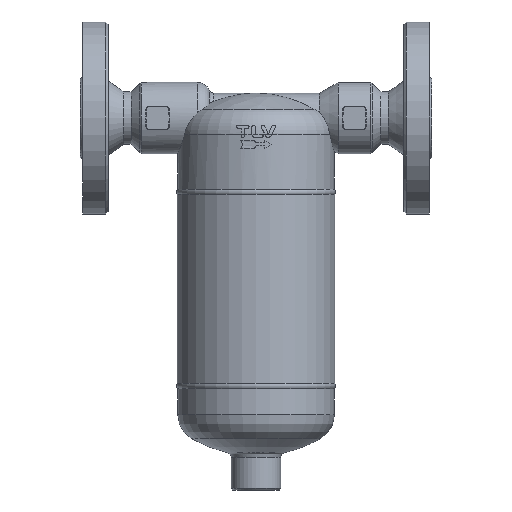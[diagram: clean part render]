
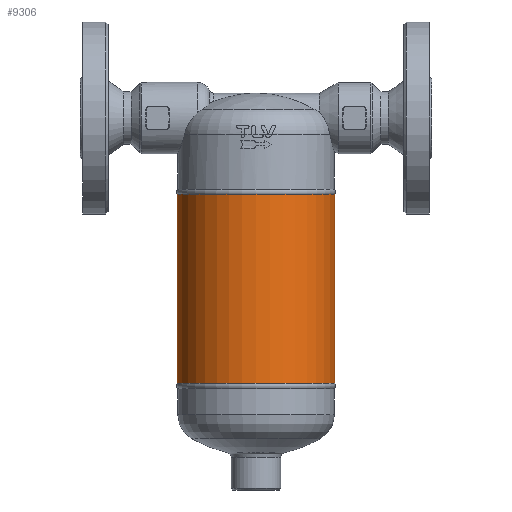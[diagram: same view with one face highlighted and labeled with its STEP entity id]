
A CAD part, front view. The second image highlights one B-rep face of the part: STEP entity #9306.
In plain terms, the highlighted cylindrical face has radius 50.8 mm (diameter 101.6 mm), a full revolution.
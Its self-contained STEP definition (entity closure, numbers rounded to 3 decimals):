
#9025=CARTESIAN_POINT('',(-50.8,0.,-123.739));
#9026=VERTEX_POINT('',#9025);
#9027=CARTESIAN_POINT('',(0.,0.0,-123.739));
#9028=DIRECTION('',(0.0,0.0,-1.0));
#9029=DIRECTION('',(1.0,0.0,0.0));
#9030=AXIS2_PLACEMENT_3D('',#9027,#9028,#9029);
#9031=CIRCLE('',#9030,50.8);
#9032=EDGE_CURVE('',#9026,#9026,#9031,.T.);
#9042=CARTESIAN_POINT('',(-50.8,0.,-1.761));
#9043=VERTEX_POINT('',#9042);
#9044=CARTESIAN_POINT('',(0.,0.0,-1.761));
#9045=DIRECTION('',(0.0,0.0,1.0));
#9046=DIRECTION('',(1.0,0.0,0.0));
#9047=AXIS2_PLACEMENT_3D('',#9044,#9045,#9046);
#9048=CIRCLE('',#9047,50.8);
#9049=EDGE_CURVE('',#9043,#9043,#9048,.T.);
#9295=CARTESIAN_POINT('',(0.,0.0,0.));
#9296=DIRECTION('',(0.,0.0,-1.0));
#9297=DIRECTION('',(1.0,0.0,0.0));
#9298=AXIS2_PLACEMENT_3D('',#9295,#9296,#9297);
#9299=CYLINDRICAL_SURFACE('',#9298,50.8);
#9300=ORIENTED_EDGE('',*,*,#9049,.F.);
#9301=EDGE_LOOP('',(#9300));
#9302=FACE_OUTER_BOUND('',#9301,.T.);
#9303=ORIENTED_EDGE('',*,*,#9032,.F.);
#9304=EDGE_LOOP('',(#9303));
#9305=FACE_BOUND('',#9304,.T.);
#9306=ADVANCED_FACE('',(#9302,#9305),#9299,.T.);
